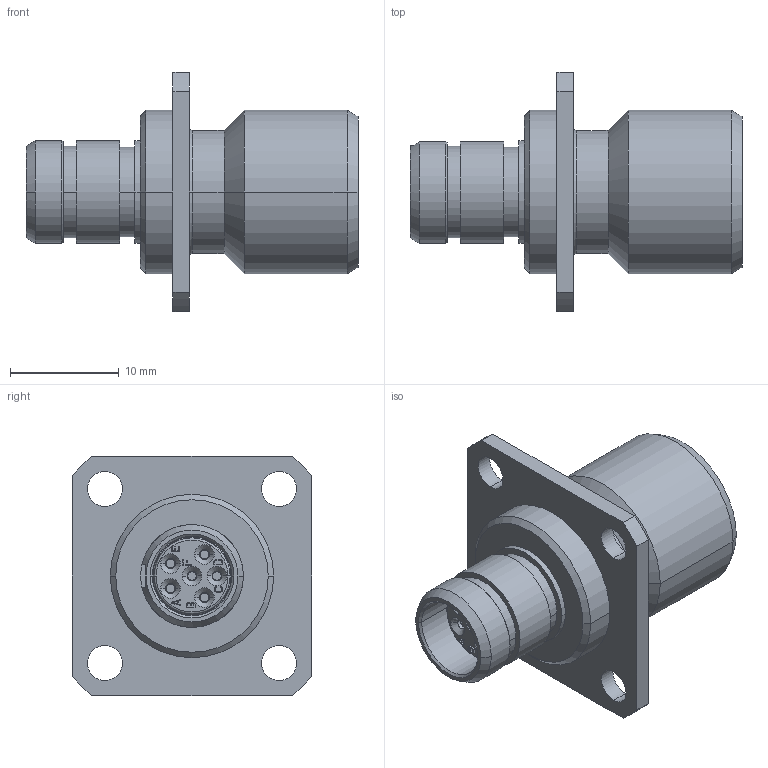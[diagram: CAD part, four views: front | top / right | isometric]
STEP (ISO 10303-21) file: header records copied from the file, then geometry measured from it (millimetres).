
FILE_DESCRIPTION((''),'2;1');
FILE_NAME('1332ER006FZ','2024-07-25T13:59:06',('paultorloting'),('NET AG system integration'),'CREO PARAMETRIC BY PTC INC, 2021404','CREO PARAMETRIC BY PTC INC, 2021404','');
FILE_SCHEMA(('AUTOMOTIVE_DESIGN { 1 0 10303 214 1 1 1 1 }'));
Length unit declared in the file: millimetre
Products named in the file (1): 1332ER006FZ
Bounding box: 30.5 x 22 x 22 mm (x, y, z)
Volume: 2653.4 mm3; surface area: 4285.6 mm2
Topology: 1 solids, 1 shells, 522 faces, 1238 edges, 779 vertices
Faces by surface type: plane 242, cylinder 152, cone 61, torus 61, bspline 6
Entity records: 20357 total; most frequent: CARTESIAN_POINT 5918, DIRECTION 2641, ORIENTED_EDGE 2476, EDGE_CURVE 1238, AXIS2_PLACEMENT_3D 959, VERTEX_POINT 779, VECTOR 720, LINE 720
